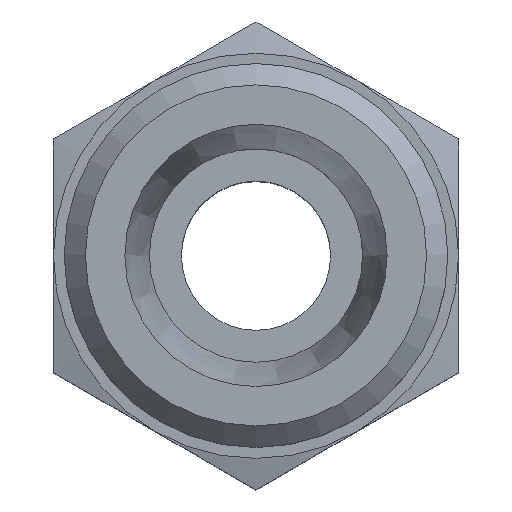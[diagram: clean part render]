
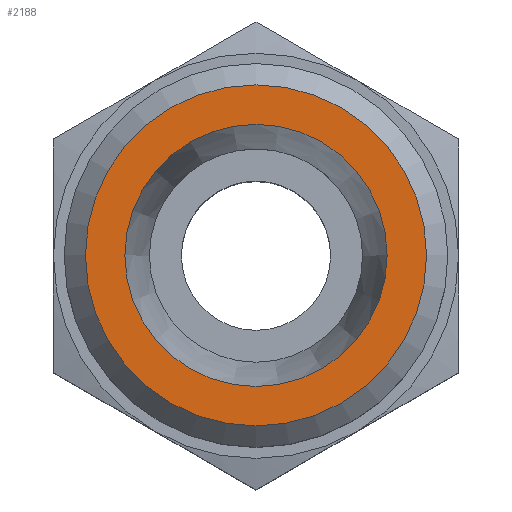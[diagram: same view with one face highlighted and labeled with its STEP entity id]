
A CAD part, top view. The second image highlights one B-rep face of the part: STEP entity #2188.
In plain terms, the highlighted planar face has unit normal (0, 0, 1).
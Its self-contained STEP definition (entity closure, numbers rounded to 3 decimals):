
#2073=CARTESIAN_POINT('',(6.15,0.,32.0));
#2074=VERTEX_POINT('',#2073);
#2075=CARTESIAN_POINT('',(0.0,0.0,32.0));
#2076=DIRECTION('',(0.0,0.0,-1.0));
#2077=DIRECTION('',(-1.0,0.0,0.0));
#2078=AXIS2_PLACEMENT_3D('',#2075,#2076,#2077);
#2079=CIRCLE('',#2078,6.15);
#2080=EDGE_CURVE('',#2074,#2074,#2079,.T.);
#2165=CARTESIAN_POINT('',(8.0,0.,32.0));
#2166=VERTEX_POINT('',#2165);
#2167=CARTESIAN_POINT('',(0.0,0.0,32.0));
#2168=DIRECTION('',(0.0,0.0,-1.0));
#2169=DIRECTION('',(-1.0,0.0,0.0));
#2170=AXIS2_PLACEMENT_3D('',#2167,#2168,#2169);
#2171=CIRCLE('',#2170,8.0);
#2172=EDGE_CURVE('',#2166,#2166,#2171,.T.);
#2177=CARTESIAN_POINT('',(0.,0.,32.0));
#2178=DIRECTION('',(0.0,0.0,1.0));
#2179=DIRECTION('',(1.0,0.0,0.0));
#2180=AXIS2_PLACEMENT_3D('',#2177,#2178,#2179);
#2181=PLANE('',#2180);
#2182=ORIENTED_EDGE('',*,*,#2172,.F.);
#2183=EDGE_LOOP('',(#2182));
#2184=FACE_OUTER_BOUND('',#2183,.T.);
#2185=ORIENTED_EDGE('',*,*,#2080,.T.);
#2186=EDGE_LOOP('',(#2185));
#2187=FACE_BOUND('',#2186,.T.);
#2188=ADVANCED_FACE('',(#2184,#2187),#2181,.T.);
